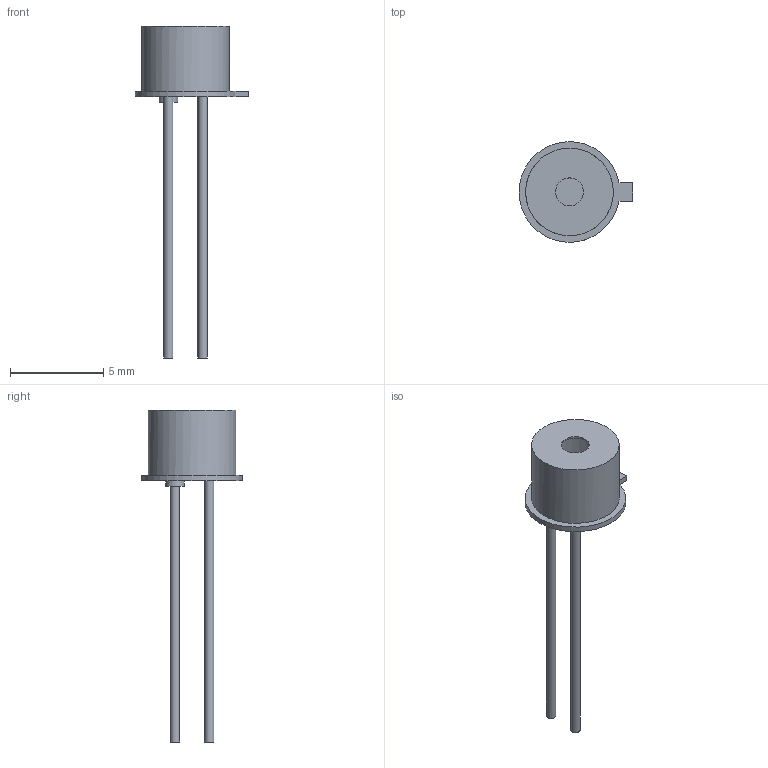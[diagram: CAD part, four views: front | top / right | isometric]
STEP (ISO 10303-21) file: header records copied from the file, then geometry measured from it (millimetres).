
FILE_DESCRIPTION(/* description */ (''),/* implementation_level */ '2;1');
FILE_NAME(/* name */ 'Thorlabs_FGA01.stp',/* time_stamp */ '2017-07-24T00:33:04+01:00',/* author */ ('yhlien'),/* organization */ (''),/* preprocessor_version */ 'ST-DEVELOPER v16.13',/* originating_system */ 'Autodesk Inventor 2018',/* authorisation */ '');
FILE_SCHEMA (('AUTOMOTIVE_DESIGN { 1 0 10303 214 3 1 1 }'));
Length unit declared in the file: millimetre
Products named in the file (1): Thorlabs_FGA01
Bounding box: 6.1 x 5.4 x 17.8 mm (x, y, z)
Volume: 22 mm3; surface area: 247.7 mm2
Topology: 1 solids, 1 shells, 20 faces, 34 edges, 23 vertices
Faces by surface type: plane 12, cylinder 8
Full cylindrical faces by diameter (mm): 0.5 x3, 1 x1, 1.5 x1, 4.5 x1, 4.7 x1
Entity records: 492 total; most frequent: DIRECTION 84, CARTESIAN_POINT 69, ORIENTED_EDGE 52, AXIS2_PLACEMENT_3D 37, EDGE_LOOP 34, EDGE_CURVE 26, VERTEX_POINT 22, FACE_OUTER_BOUND 20
